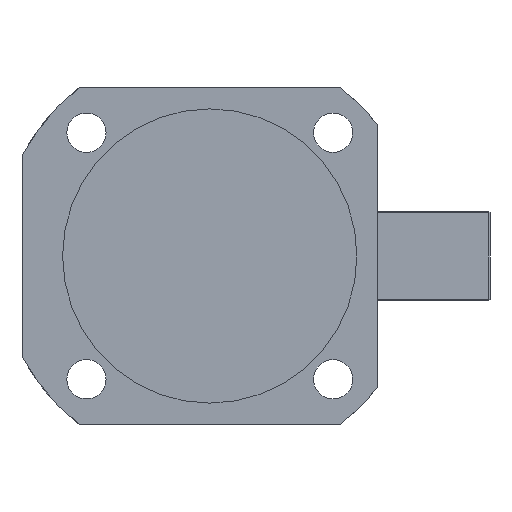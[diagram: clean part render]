
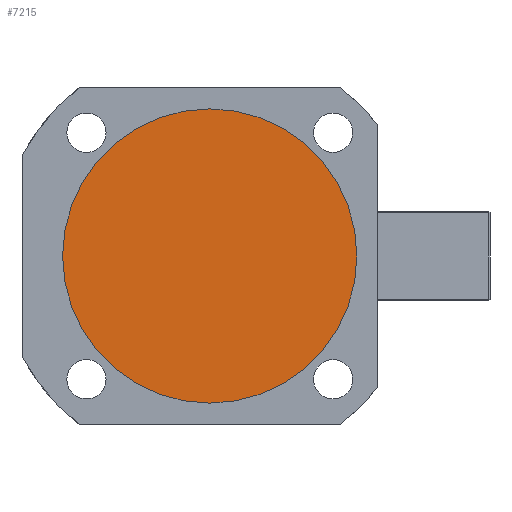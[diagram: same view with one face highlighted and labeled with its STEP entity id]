
A CAD part, front view. The second image highlights one B-rep face of the part: STEP entity #7215.
In plain terms, the highlighted planar face has unit normal (0, -1, 0).
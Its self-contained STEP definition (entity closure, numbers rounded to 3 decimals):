
#469 = VERTEX_POINT ( 'NONE', #4621 ) ;
#1049 = ORIENTED_EDGE ( 'NONE', *, *, #5927, .F. ) ;
#2284 = CARTESIAN_POINT ( 'NONE',  ( 0., 0., -52.5 ) ) ;
#2368 = CARTESIAN_POINT ( 'NONE',  ( 42.5, 0., 0. ) ) ;
#3060 = DIRECTION ( 'NONE',  ( 0., -1., 0. ) ) ;
#3546 = CARTESIAN_POINT ( 'NONE',  ( 0., 0., 0. ) ) ;
#3601 = DIRECTION ( 'NONE',  ( 0., 0., -1. ) ) ;
#3688 = EDGE_CURVE ( 'NONE', #8426, #469, #4100, .T. ) ;
#4100 = CIRCLE ( 'NONE', #5156, 52.5 ) ;
#4195 = DIRECTION ( 'NONE',  ( 0., 0., -1. ) ) ;
#4621 = CARTESIAN_POINT ( 'NONE',  ( 0., 0., 52.5 ) ) ;
#4967 = CIRCLE ( 'NONE', #6979, 52.5 ) ;
#5156 = AXIS2_PLACEMENT_3D ( 'NONE', #7473, #5844, #3601 ) ;
#5568 = AXIS2_PLACEMENT_3D ( 'NONE', #2368, #3060, #7635 ) ;
#5844 = DIRECTION ( 'NONE',  ( 0., 1., 0. ) ) ;
#5892 = EDGE_LOOP ( 'NONE', ( #7654, #1049 ) ) ;
#5927 = EDGE_CURVE ( 'NONE', #469, #8426, #4967, .T. ) ;
#5928 = FACE_OUTER_BOUND ( 'NONE', #5892, .T. ) ;
#6979 = AXIS2_PLACEMENT_3D ( 'NONE', #3546, #8121, #4195 ) ;
#6982 = PLANE ( 'NONE',  #5568 ) ;
#7215 = ADVANCED_FACE ( 'NONE', ( #5928 ), #6982, .T. ) ;
#7473 = CARTESIAN_POINT ( 'NONE',  ( 0., 0., 0. ) ) ;
#7635 = DIRECTION ( 'NONE',  ( 0., 0., -1. ) ) ;
#7654 = ORIENTED_EDGE ( 'NONE', *, *, #3688, .F. ) ;
#8121 = DIRECTION ( 'NONE',  ( 0., 1., 0. ) ) ;
#8426 = VERTEX_POINT ( 'NONE', #2284 ) ;
